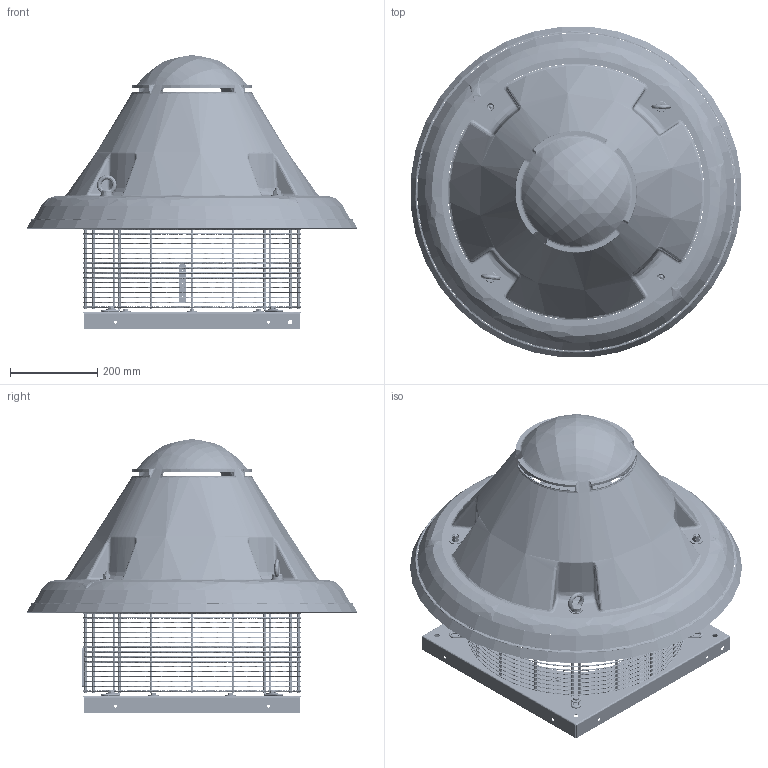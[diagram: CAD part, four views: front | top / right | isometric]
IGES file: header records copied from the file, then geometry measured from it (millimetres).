
Start section: SolidWorks IGES file using analytic representation for surfaces
Global section: file name: FC-P 354.IGS; native system: SolidWorks 2018; preprocessor: SolidWorks 2018; author: girelli; date: 220309.150557; units: millimetre
Bounding box: 757.3 x 757.3 x 626.5 mm (x, y, z)
Surface area: 3018438.2 mm2 (no closed solid volume)
Topology: 0 solids, 0 shells, 2533 faces, 35342 edges, 35330 vertices
Faces by surface type: bspline 1515, revolution 1018
